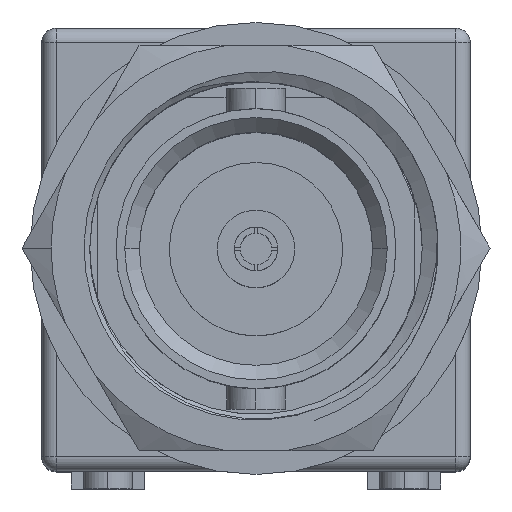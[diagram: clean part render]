
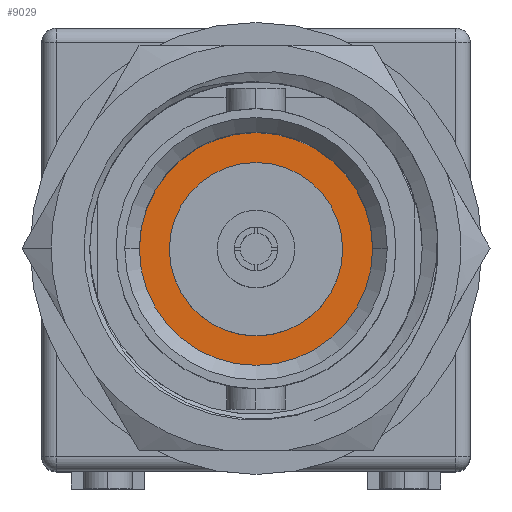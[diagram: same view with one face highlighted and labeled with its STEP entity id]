
A CAD part, top view. The second image highlights one B-rep face of the part: STEP entity #9029.
In plain terms, the highlighted planar face has unit normal (0, 0, 1).
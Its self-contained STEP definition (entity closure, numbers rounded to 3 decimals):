
#869 = PLANE ( 'NONE',  #18017 ) ;
#1430 = DIRECTION ( 'NONE',  ( 1., 0., 0. ) ) ;
#3160 = ORIENTED_EDGE ( 'NONE', *, *, #8954, .T. ) ;
#4213 = ORIENTED_EDGE ( 'NONE', *, *, #12274, .F. ) ;
#5469 = DIRECTION ( 'NONE',  ( 0., 0., 1. ) ) ;
#5953 = CARTESIAN_POINT ( 'NONE',  ( 0., 0., 22.8 ) ) ;
#6751 = EDGE_CURVE ( 'NONE', #26000, #9925, #25491, .T. ) ;
#7824 = ORIENTED_EDGE ( 'NONE', *, *, #33741, .F. ) ;
#8926 = AXIS2_PLACEMENT_3D ( 'NONE', #31394, #23213, #1430 ) ;
#8954 = EDGE_CURVE ( 'NONE', #9925, #26000, #9522, .T. ) ;
#9029 = ADVANCED_FACE ( 'NONE', ( #27970, #33140 ), #869, .T. ) ;
#9522 = CIRCLE ( 'NONE', #33335, 4. ) ;
#9921 = EDGE_LOOP ( 'NONE', ( #7824, #4213 ) ) ;
#9925 = VERTEX_POINT ( 'NONE', #10560 ) ;
#10560 = CARTESIAN_POINT ( 'NONE',  ( -4., 0., 22.8 ) ) ;
#10936 = CARTESIAN_POINT ( 'NONE',  ( 0., 0., 22.8 ) ) ;
#11136 = DIRECTION ( 'NONE',  ( 1., 0., 0. ) ) ;
#11149 = CARTESIAN_POINT ( 'NONE',  ( 2.971, 0., 22.8 ) ) ;
#11317 = DIRECTION ( 'NONE',  ( 0., 0., 1. ) ) ;
#11888 = AXIS2_PLACEMENT_3D ( 'NONE', #30150, #11317, #11136 ) ;
#12274 = EDGE_CURVE ( 'NONE', #31970, #23005, #33485, .T. ) ;
#15558 = ORIENTED_EDGE ( 'NONE', *, *, #6751, .T. ) ;
#16267 = CIRCLE ( 'NONE', #8926, 2.971 ) ;
#16740 = DIRECTION ( 'NONE',  ( 0., 0., 1. ) ) ;
#18017 = AXIS2_PLACEMENT_3D ( 'NONE', #19458, #24946, #22124 ) ;
#19458 = CARTESIAN_POINT ( 'NONE',  ( 0., 0., 22.8 ) ) ;
#19460 = DIRECTION ( 'NONE',  ( 1., 0., 0. ) ) ;
#21488 = CARTESIAN_POINT ( 'NONE',  ( -2.971, 0., 22.8 ) ) ;
#22124 = DIRECTION ( 'NONE',  ( 1., 0., 0. ) ) ;
#23005 = VERTEX_POINT ( 'NONE', #21488 ) ;
#23213 = DIRECTION ( 'NONE',  ( 0., 0., 1. ) ) ;
#24946 = DIRECTION ( 'NONE',  ( 0., 0., 1. ) ) ;
#25491 = CIRCLE ( 'NONE', #11888, 4. ) ;
#26000 = VERTEX_POINT ( 'NONE', #26495 ) ;
#26495 = CARTESIAN_POINT ( 'NONE',  ( 4., 0., 22.8 ) ) ;
#27579 = DIRECTION ( 'NONE',  ( 1., 0., 0. ) ) ;
#27970 = FACE_OUTER_BOUND ( 'NONE', #33948, .T. ) ;
#30150 = CARTESIAN_POINT ( 'NONE',  ( 0., 0., 22.8 ) ) ;
#31394 = CARTESIAN_POINT ( 'NONE',  ( 0., 0., 22.8 ) ) ;
#31970 = VERTEX_POINT ( 'NONE', #11149 ) ;
#33140 = FACE_BOUND ( 'NONE', #9921, .T. ) ;
#33335 = AXIS2_PLACEMENT_3D ( 'NONE', #5953, #16740, #27579 ) ;
#33485 = CIRCLE ( 'NONE', #34052, 2.971 ) ;
#33741 = EDGE_CURVE ( 'NONE', #23005, #31970, #16267, .T. ) ;
#33948 = EDGE_LOOP ( 'NONE', ( #15558, #3160 ) ) ;
#34052 = AXIS2_PLACEMENT_3D ( 'NONE', #10936, #5469, #19460 ) ;
